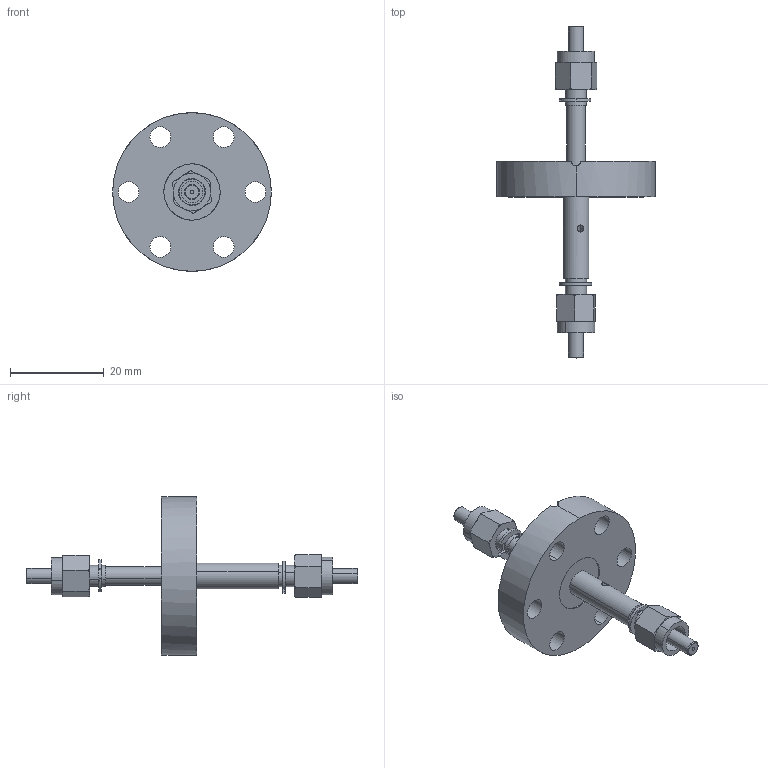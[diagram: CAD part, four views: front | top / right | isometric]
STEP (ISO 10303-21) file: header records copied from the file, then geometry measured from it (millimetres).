
FILE_DESCRIPTION (( 'STEP AP214' ), '1' );
FILE_NAME ('150-FFT-UV-C16.STEP', '2014-04-04T05:51:17', ( 'allectra' ), ( 'Microsoft' ), 'SwSTEP 2.0', 'SolidWorks 2013', '' );
FILE_SCHEMA (( 'AUTOMOTIVE_DESIGN' ));
Length unit declared in the file: millimetre
Products named in the file (8): 9150-FFT-2; 9150-FFT-UV-C16_DN16 CF; 150-FFT-UV-C16; 150-FFT-UV6; 9150-MMF-600-UV; DIN_67991_ Sicherungsscheiben fürWelle 3,2mm; 1-4_36 SMA_Mutter; 9150-FFT-1
Assembly tree (9 placements, depth 3):
  150-FFT-UV-C16
    9150-FFT-UV-C16_DN16 CF
    150-FFT-UV6
      9150-FFT-2
      9150-FFT-1
      1-4_36 SMA_Mutter  x2
      DIN_67991_ Sicherungsscheiben fürWelle 3,2mm  x2
      9150-MMF-600-UV
Bounding box: 33.8 x 70.7 x 33.8 mm (x, y, z)
Volume: 6765 mm3; surface area: 6355.2 mm2
Topology: 8 solids, 8 shells, 206 faces, 476 edges, 302 vertices
Faces by surface type: cylinder 98, plane 74, torus 18, cone 16
Entity records: 4829 total; most frequent: CARTESIAN_POINT 908, DIRECTION 833, ORIENTED_EDGE 694, EDGE_CURVE 347, AXIS2_PLACEMENT_3D 344, VERTEX_POINT 221, EDGE_LOOP 190, CIRCLE 178
